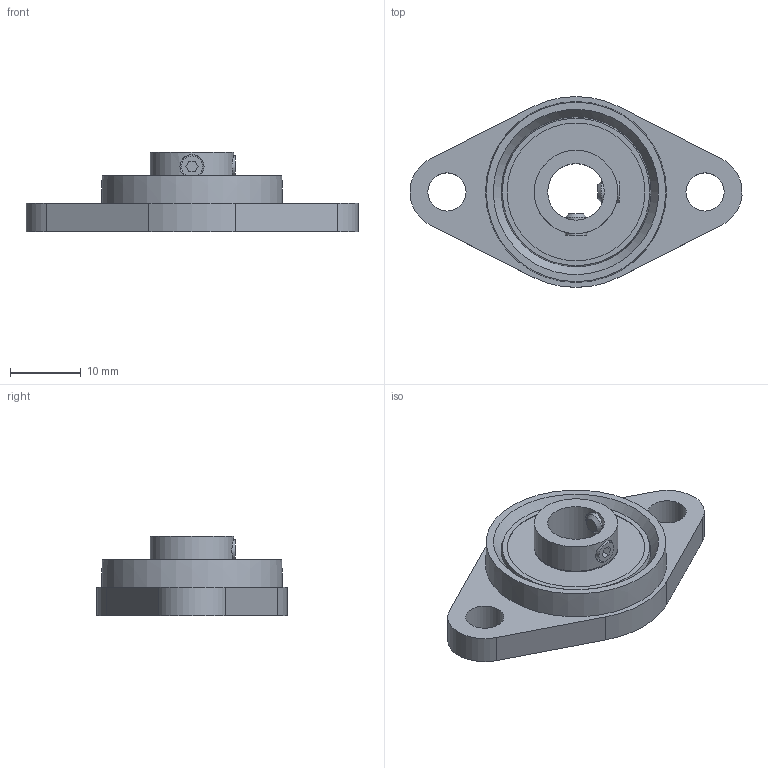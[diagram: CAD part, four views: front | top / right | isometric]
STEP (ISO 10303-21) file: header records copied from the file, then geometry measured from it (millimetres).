
FILE_DESCRIPTION(('FreeCAD Model'),'2;1');
FILE_NAME('Open CASCADE Shape Model','2022-11-03T22:08:22',('Author'),( ''),'Open CASCADE STEP processor 7.5','FreeCAD','Unknown');
FILE_SCHEMA(('AUTOMOTIVE_DESIGN { 1 0 10303 214 1 1 1 1 }'));
Length unit declared in the file: millimetre
Products named in the file (4): KFL08-Part; KFL08Housing; KFL08Bearing; DIN_916-M3x3
Assembly tree (4 placements, depth 2):
  KFL08-Part
    KFL08Housing
    KFL08Bearing
    DIN_916-M3x3  x2
Bounding box: 46.96 x 27 x 11.2 mm (x, y, z)
Volume: 4573 mm3; surface area: 3912.1 mm2
Topology: 4 solids, 4 shells, 64 faces, 145 edges, 95 vertices
Faces by surface type: plane 38, cylinder 20, sphere 2, cone 2, bspline 1, revolution 1
Full cylindrical faces by diameter (mm): 3 x2, 3.4 x2, 5.4 x2, 8 x1, 11.8 x3, 19.5 x2
Entity records: 4235 total; most frequent: CARTESIAN_POINT 1614, DIRECTION 481, LINE 247, VECTOR 247, ORIENTED_EDGE 244, PCURVE 244, DEFINITIONAL_REPRESENTATION 244, EDGE_CURVE 122
